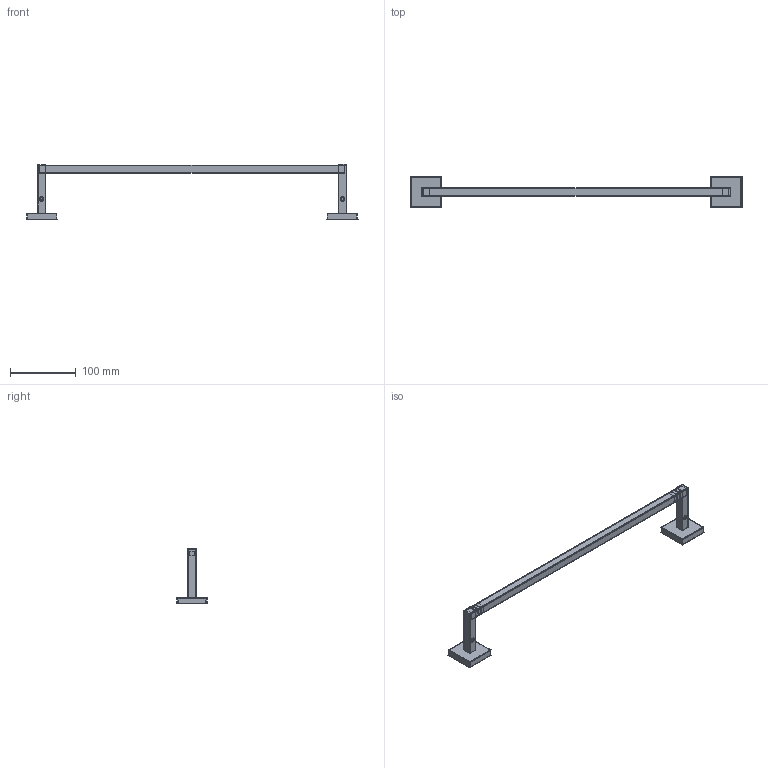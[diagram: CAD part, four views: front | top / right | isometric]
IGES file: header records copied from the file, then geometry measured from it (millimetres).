
Start section:  PTC IGES file: 5202_asm.igs
Global section: file name: 5202_asm.igs; native system: Creo Parametric by Parametric Technology Corporation; preprocessor: 2013150; author: rsmith; organization: Unknown; date: 20151104.113000; units: inch
Bounding box: 504.75 x 47.55 x 83.67 mm (x, y, z)
Surface area: 476002.5 mm2 (no closed solid volume)
Topology: 0 solids, 0 shells, 2542 faces, 36438 edges, 47702 vertices
Faces by surface type: bspline 1406, revolution 1136
